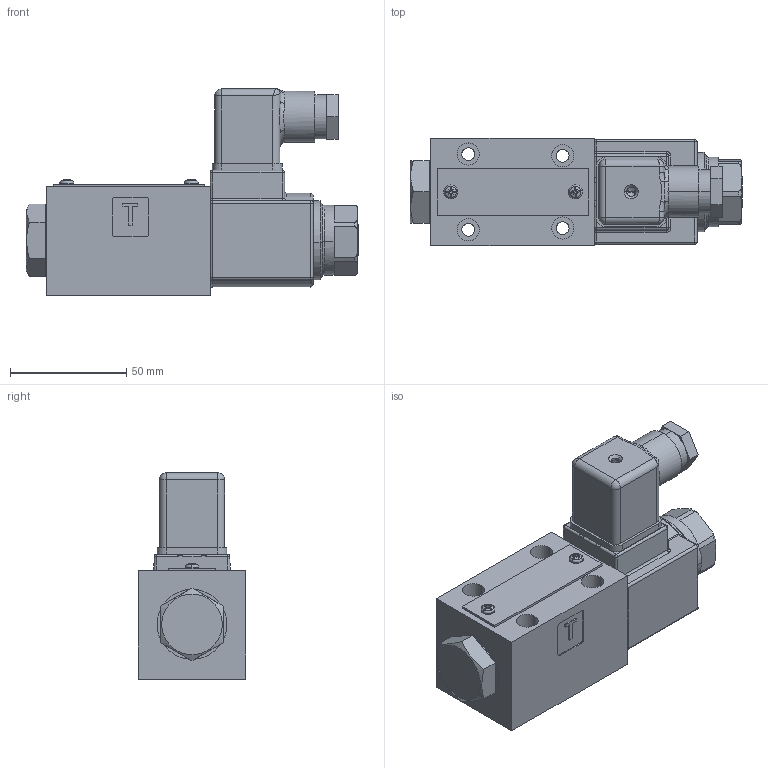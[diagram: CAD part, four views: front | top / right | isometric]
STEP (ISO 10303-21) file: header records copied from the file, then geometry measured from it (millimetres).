
FILE_DESCRIPTION (( 'STEP AP214' ), '1' );
FILE_NAME ('DSG-01-2Bx-AC-70-DIN TYPE.STEP', '2021-12-17T07:06:11', ( '' ), ( '' ), 'SwSTEP 2.0', 'SolidWorks 2019', '' );
FILE_SCHEMA (( 'AUTOMOTIVE_DESIGN' ));
Length unit declared in the file: millimetre
Products named in the file (9): DSG-01-2Bx-AC-70-DIN TYPE(2)^DSG-01-2Bx-AC-70-DIN TYPE; NUT- DSG-01-2Bx-D24-70^DSG-01-2Bx-AC-70-DIN TYPE(2)_DSG-01-2Bx-AC-70-DIN TYPE; DSG-01-2Bx-NUT^DSG-01-2Bx-AC-70-DIN TYPE(2)_DSG-01-2Bx-AC-70-DIN TYPE; DSG-01-3Cx-D24-70 CASTING; NAME PLATE; Copy (2) of Din Connector-0711-R2^DSG-01-2Bx-AC-70-DIN TYPE; Copy of AS 1427 Z - Metric M3 x 8-0^DSG-01-2Bx-AC-70-DIN TYPE; DSG-01-2Bx-AC-70-DIN TYPE; DSG-01-2Bx-AC-DIN^DSG-01-2Bx-AC-70-DIN TYPE(2)_DSG-01-2Bx-AC-70-DIN TYPE
Assembly tree (9 placements, depth 3):
  DSG-01-2Bx-AC-70-DIN TYPE
    DSG-01-2Bx-AC-70-DIN TYPE(2)^DSG-01-2Bx-AC-70-DIN TYPE
      DSG-01-2Bx-AC-DIN^DSG-01-2Bx-AC-70-DIN TYPE(2)_DSG-01-2Bx-AC-70-DIN TYPE
      DSG-01-2Bx-NUT^DSG-01-2Bx-AC-70-DIN TYPE(2)_DSG-01-2Bx-AC-70-DIN TYPE
      NUT- DSG-01-2Bx-D24-70^DSG-01-2Bx-AC-70-DIN TYPE(2)_DSG-01-2Bx-AC-70-DIN TYPE
    NAME PLATE
    Copy of AS 1427 Z - Metric M3 x 8-0^DSG-01-2Bx-AC-70-DIN TYPE  x2
    DSG-01-3Cx-D24-70 CASTING
    Copy (2) of Din Connector-0711-R2^DSG-01-2Bx-AC-70-DIN TYPE
Bounding box: 142.5 x 46.01 x 88.5 mm (x, y, z)
Volume: 257388.1 mm3; surface area: 60281.7 mm2
Topology: 11 solids, 11 shells, 517 faces, 1271 edges, 775 vertices
Faces by surface type: plane 189, cylinder 125, bspline 94, cone 54, torus 35, sphere 20
Entity records: 17089 total; most frequent: CARTESIAN_POINT 6069, ORIENTED_EDGE 2186, DIRECTION 2079, EDGE_CURVE 1093, AXIS2_PLACEMENT_3D 792, VERTEX_POINT 690, EDGE_LOOP 531, LINE 495
